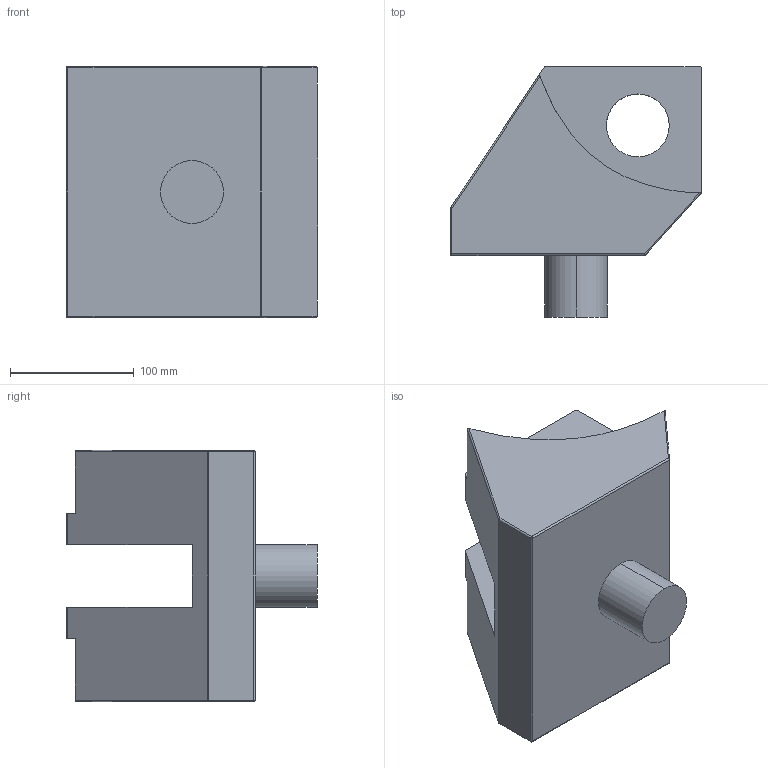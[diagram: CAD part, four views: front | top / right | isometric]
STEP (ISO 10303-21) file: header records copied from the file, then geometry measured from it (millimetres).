
FILE_DESCRIPTION (( 'STEP AP203' ), '1' );
FILE_NAME ('Rotator1ct_Default_sldprt.STEP', '2020-10-26T15:41:52', ( '' ), ( '' ), 'SwSTEP 2.0', 'SolidWorks 2018', '' );
FILE_SCHEMA (( 'CONFIG_CONTROL_DESIGN' ));
Length unit declared in the file: millimetre
Products named in the file (1): Rotator1ct_Default_sldprt
Bounding box: 203.2 x 202.4 x 203.2 mm (x, y, z)
Volume: 3305082 mm3; surface area: 204535.9 mm2
Topology: 1 solids, 1 shells, 45 faces, 112 edges, 68 vertices
Faces by surface type: cylinder 20, plane 16, bspline 5, sphere 4
Entity records: 1522 total; most frequent: CARTESIAN_POINT 417, ORIENTED_EDGE 220, DIRECTION 202, EDGE_CURVE 110, AXIS2_PLACEMENT_3D 73, VERTEX_POINT 68, LINE 56, VECTOR 56
